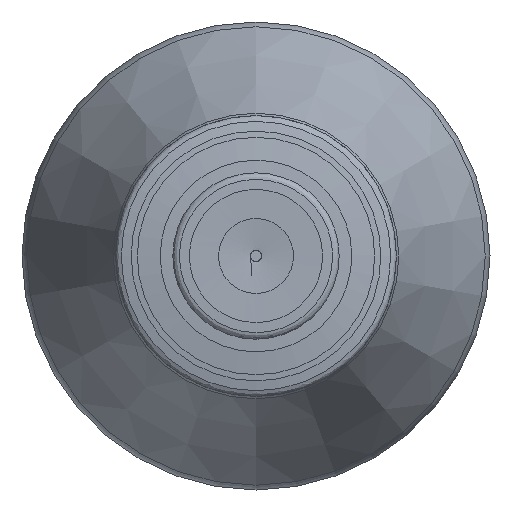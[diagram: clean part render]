
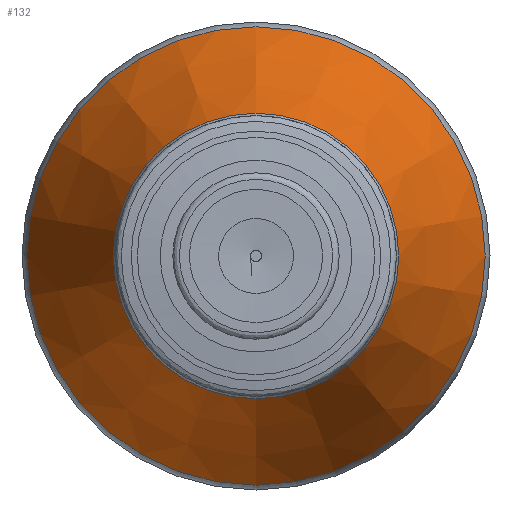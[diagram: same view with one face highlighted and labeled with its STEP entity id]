
A CAD part, left-side view. The second image highlights one B-rep face of the part: STEP entity #132.
In plain terms, the highlighted conical face has half-angle 23.829 degrees and reference radius 12.244 mm.
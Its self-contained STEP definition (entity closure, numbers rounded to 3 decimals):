
#117=CONICAL_SURFACE('',#515,12.244,23.829);
#132=ADVANCED_FACE('',(#188,#189),#117,.T.);
#188=FACE_BOUND('',#257,.T.);
#189=FACE_BOUND('',#258,.T.);
#257=EDGE_LOOP('',(#329));
#258=EDGE_LOOP('',(#330));
#329=ORIENTED_EDGE('',*,*,#425,.T.);
#330=ORIENTED_EDGE('',*,*,#424,.F.);
#388=VERTEX_POINT('',#734);
#389=VERTEX_POINT('',#737);
#424=EDGE_CURVE('',#388,#388,#460,.T.);
#425=EDGE_CURVE('',#389,#389,#461,.T.);
#460=CIRCLE('',#512,12.244);
#461=CIRCLE('',#514,7.626);
#512=AXIS2_PLACEMENT_3D('',#733,#598,#599);
#514=AXIS2_PLACEMENT_3D('',#736,#602,#603);
#515=AXIS2_PLACEMENT_3D('',#738,#604,#605);
#598=DIRECTION('',(1.,0.,0.));
#599=DIRECTION('',(0.,0.,1.));
#602=DIRECTION('',(1.,0.,0.));
#603=DIRECTION('',(0.,0.,1.));
#604=DIRECTION('',(1.,0.,0.));
#605=DIRECTION('',(0.,0.,-1.));
#733=CARTESIAN_POINT('',(61.421,0.,0.));
#734=CARTESIAN_POINT('',(61.421,0.,12.244));
#736=CARTESIAN_POINT('',(50.965,0.,0.));
#737=CARTESIAN_POINT('',(50.965,0.,7.626));
#738=CARTESIAN_POINT('',(61.421,0.,0.));
